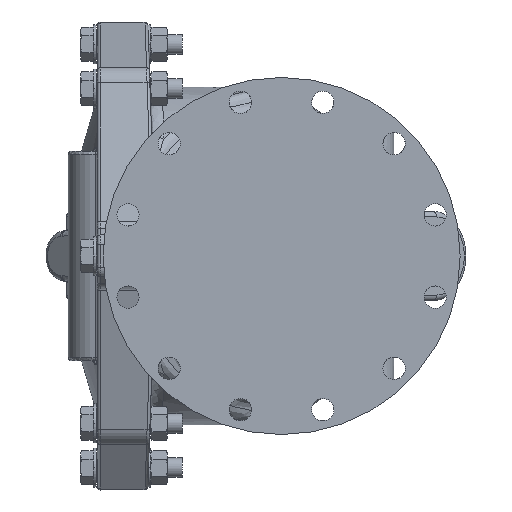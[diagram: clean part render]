
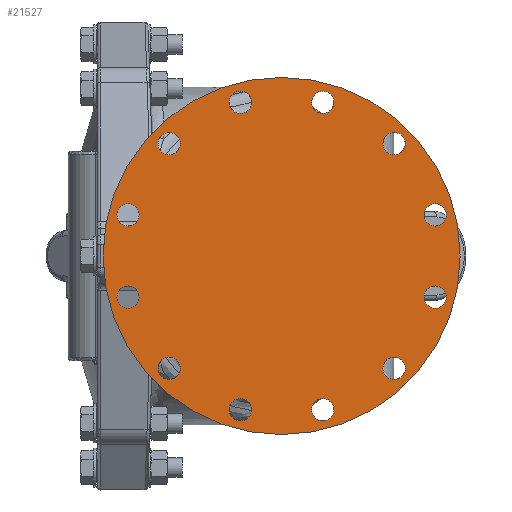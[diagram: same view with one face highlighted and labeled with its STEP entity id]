
A CAD part, left-side view. The second image highlights one B-rep face of the part: STEP entity #21527.
In plain terms, the highlighted planar face has unit normal (-1, 0, 0).
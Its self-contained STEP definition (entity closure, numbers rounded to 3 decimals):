
#1=CARTESIAN_POINT('',(-12.25,6.882,-1.844));
#2=DIRECTION('',(1.,0.,0.));
#3=DIRECTION('',(0.,0.,-1.));
#4=AXIS2_PLACEMENT_3D('',#1,#2,#3);
#6=CARTESIAN_POINT('',(-12.25,6.882,-1.844));
#7=DIRECTION('',(1.,0.,0.));
#8=DIRECTION('',(0.,0.,1.));
#9=AXIS2_PLACEMENT_3D('',#6,#7,#8);
#11=CARTESIAN_POINT('',(-12.25,5.038,-5.038));
#12=DIRECTION('',(1.,0.,0.));
#13=DIRECTION('',(0.,-0.5,-0.866));
#14=AXIS2_PLACEMENT_3D('',#11,#12,#13);
#16=CARTESIAN_POINT('',(-12.25,5.038,-5.038));
#17=DIRECTION('',(1.,0.,0.));
#18=DIRECTION('',(0.,0.5,0.866));
#19=AXIS2_PLACEMENT_3D('',#16,#17,#18);
#21=CARTESIAN_POINT('',(-12.25,1.844,-6.882));
#22=DIRECTION('',(1.,0.,0.));
#23=DIRECTION('',(0.,-0.866,-0.5));
#24=AXIS2_PLACEMENT_3D('',#21,#22,#23);
#26=CARTESIAN_POINT('',(-12.25,1.844,-6.882));
#27=DIRECTION('',(1.,0.,0.));
#28=DIRECTION('',(0.,0.866,0.5));
#29=AXIS2_PLACEMENT_3D('',#26,#27,#28);
#31=CARTESIAN_POINT('',(-12.25,-1.844,-6.882));
#32=DIRECTION('',(1.,0.,0.));
#33=DIRECTION('',(0.,-1.,0.));
#34=AXIS2_PLACEMENT_3D('',#31,#32,#33);
#36=CARTESIAN_POINT('',(-12.25,-1.844,-6.882));
#37=DIRECTION('',(1.,0.,0.));
#38=DIRECTION('',(0.,1.,0.));
#39=AXIS2_PLACEMENT_3D('',#36,#37,#38);
#41=CARTESIAN_POINT('',(-12.25,-5.038,-5.038));
#42=DIRECTION('',(1.,0.,0.));
#43=DIRECTION('',(0.,-0.866,0.5));
#44=AXIS2_PLACEMENT_3D('',#41,#42,#43);
#46=CARTESIAN_POINT('',(-12.25,-5.038,-5.038));
#47=DIRECTION('',(1.,0.,0.));
#48=DIRECTION('',(0.,0.866,-0.5));
#49=AXIS2_PLACEMENT_3D('',#46,#47,#48);
#51=CARTESIAN_POINT('',(-12.25,-6.882,-1.844));
#52=DIRECTION('',(1.,0.,0.));
#53=DIRECTION('',(0.,-0.5,0.866));
#54=AXIS2_PLACEMENT_3D('',#51,#52,#53);
#56=CARTESIAN_POINT('',(-12.25,-6.882,-1.844));
#57=DIRECTION('',(1.,0.,0.));
#58=DIRECTION('',(0.,0.5,-0.866));
#59=AXIS2_PLACEMENT_3D('',#56,#57,#58);
#61=CARTESIAN_POINT('',(-12.25,-6.882,1.844));
#62=DIRECTION('',(1.,0.,0.));
#63=DIRECTION('',(0.,0.,1.));
#64=AXIS2_PLACEMENT_3D('',#61,#62,#63);
#66=CARTESIAN_POINT('',(-12.25,-6.882,1.844));
#67=DIRECTION('',(1.,0.,0.));
#68=DIRECTION('',(0.,0.,-1.));
#69=AXIS2_PLACEMENT_3D('',#66,#67,#68);
#71=CARTESIAN_POINT('',(-12.25,-5.038,5.038));
#72=DIRECTION('',(1.,0.,0.));
#73=DIRECTION('',(0.,0.5,0.866));
#74=AXIS2_PLACEMENT_3D('',#71,#72,#73);
#76=CARTESIAN_POINT('',(-12.25,-5.038,5.038));
#77=DIRECTION('',(1.,0.,0.));
#78=DIRECTION('',(0.,-0.5,-0.866));
#79=AXIS2_PLACEMENT_3D('',#76,#77,#78);
#81=CARTESIAN_POINT('',(-12.25,-1.844,6.882));
#82=DIRECTION('',(1.,0.,0.));
#83=DIRECTION('',(0.,0.866,0.5));
#84=AXIS2_PLACEMENT_3D('',#81,#82,#83);
#86=CARTESIAN_POINT('',(-12.25,-1.844,6.882));
#87=DIRECTION('',(1.,0.,0.));
#88=DIRECTION('',(0.,-0.866,-0.5));
#89=AXIS2_PLACEMENT_3D('',#86,#87,#88);
#91=CARTESIAN_POINT('',(-12.25,1.844,6.882));
#92=DIRECTION('',(1.,0.,0.));
#93=DIRECTION('',(0.,1.,0.));
#94=AXIS2_PLACEMENT_3D('',#91,#92,#93);
#96=CARTESIAN_POINT('',(-12.25,1.844,6.882));
#97=DIRECTION('',(1.,0.,0.));
#98=DIRECTION('',(0.,-1.,0.));
#99=AXIS2_PLACEMENT_3D('',#96,#97,#98);
#101=CARTESIAN_POINT('',(-12.25,5.038,5.038));
#102=DIRECTION('',(1.,0.,0.));
#103=DIRECTION('',(0.,0.866,-0.5));
#104=AXIS2_PLACEMENT_3D('',#101,#102,#103);
#106=CARTESIAN_POINT('',(-12.25,5.038,5.038));
#107=DIRECTION('',(1.,0.,0.));
#108=DIRECTION('',(0.,-0.866,0.5));
#109=AXIS2_PLACEMENT_3D('',#106,#107,#108);
#111=CARTESIAN_POINT('',(-12.25,6.882,1.844));
#112=DIRECTION('',(1.,0.,0.));
#113=DIRECTION('',(0.,0.5,-0.866));
#114=AXIS2_PLACEMENT_3D('',#111,#112,#113);
#116=CARTESIAN_POINT('',(-12.25,6.882,1.844));
#117=DIRECTION('',(1.,0.,0.));
#118=DIRECTION('',(0.,-0.5,0.866));
#119=AXIS2_PLACEMENT_3D('',#116,#117,#118);
#121=CARTESIAN_POINT('',(-12.25,0.,0.));
#122=DIRECTION('',(1.,0.,0.));
#123=DIRECTION('',(0.,1.,0.));
#124=AXIS2_PLACEMENT_3D('',#121,#122,#123);
#131=CARTESIAN_POINT('',(-12.25,0.,0.));
#132=DIRECTION('',(1.,0.,0.));
#133=DIRECTION('',(0.,-1.,0.));
#134=AXIS2_PLACEMENT_3D('',#131,#132,#133);
#19406=CARTESIAN_POINT('',(-12.25,8.,0.));
#19407=CARTESIAN_POINT('',(-12.25,-8.,0.));
#19408=VERTEX_POINT('',#19406);
#19409=VERTEX_POINT('',#19407);
#21348=CARTESIAN_POINT('',(-12.25,6.882,-2.344));
#21350=VERTEX_POINT('',#21348);
#21352=CARTESIAN_POINT('',(-12.25,6.882,-1.344));
#21354=VERTEX_POINT('',#21352);
#21356=CARTESIAN_POINT('',(-12.25,4.788,-5.471));
#21358=VERTEX_POINT('',#21356);
#21360=CARTESIAN_POINT('',(-12.25,5.288,-4.605));
#21362=VERTEX_POINT('',#21360);
#21364=CARTESIAN_POINT('',(-12.25,1.411,-7.132));
#21366=VERTEX_POINT('',#21364);
#21368=CARTESIAN_POINT('',(-12.25,2.277,-6.632));
#21370=VERTEX_POINT('',#21368);
#21372=CARTESIAN_POINT('',(-12.25,-2.344,-6.882));
#21374=VERTEX_POINT('',#21372);
#21376=CARTESIAN_POINT('',(-12.25,-1.344,-6.882));
#21378=VERTEX_POINT('',#21376);
#21380=CARTESIAN_POINT('',(-12.25,-5.471,-4.788));
#21382=VERTEX_POINT('',#21380);
#21384=CARTESIAN_POINT('',(-12.25,-4.605,-5.288));
#21386=VERTEX_POINT('',#21384);
#21388=CARTESIAN_POINT('',(-12.25,-7.132,-1.411));
#21390=VERTEX_POINT('',#21388);
#21392=CARTESIAN_POINT('',(-12.25,-6.632,-2.277));
#21394=VERTEX_POINT('',#21392);
#21396=CARTESIAN_POINT('',(-12.25,-6.882,2.344));
#21398=VERTEX_POINT('',#21396);
#21400=CARTESIAN_POINT('',(-12.25,-6.882,1.344));
#21402=VERTEX_POINT('',#21400);
#21404=CARTESIAN_POINT('',(-12.25,-4.788,5.471));
#21406=VERTEX_POINT('',#21404);
#21408=CARTESIAN_POINT('',(-12.25,-5.288,4.605));
#21410=VERTEX_POINT('',#21408);
#21412=CARTESIAN_POINT('',(-12.25,-1.411,7.132));
#21414=VERTEX_POINT('',#21412);
#21416=CARTESIAN_POINT('',(-12.25,-2.277,6.632));
#21418=VERTEX_POINT('',#21416);
#21420=CARTESIAN_POINT('',(-12.25,2.344,6.882));
#21422=VERTEX_POINT('',#21420);
#21424=CARTESIAN_POINT('',(-12.25,1.344,6.882));
#21426=VERTEX_POINT('',#21424);
#21428=CARTESIAN_POINT('',(-12.25,5.471,4.788));
#21430=VERTEX_POINT('',#21428);
#21432=CARTESIAN_POINT('',(-12.25,4.605,5.288));
#21434=VERTEX_POINT('',#21432);
#21436=CARTESIAN_POINT('',(-12.25,7.132,1.411));
#21438=VERTEX_POINT('',#21436);
#21440=CARTESIAN_POINT('',(-12.25,6.632,2.277));
#21442=VERTEX_POINT('',#21440);
#21444=CARTESIAN_POINT('',(-12.25,-10.,-10.));
#21445=DIRECTION('',(1.,0.,0.));
#21446=DIRECTION('',(0.,1.,0.));
#21447=AXIS2_PLACEMENT_3D('',#21444,#21445,#21446);
#21448=PLANE('',#21447);
#21450=ORIENTED_EDGE('',*,*,#21449,.T.);
#21452=ORIENTED_EDGE('',*,*,#21451,.T.);
#21453=EDGE_LOOP('',(#21450,#21452));
#21454=FACE_OUTER_BOUND('',#21453,.F.);
#21456=ORIENTED_EDGE('',*,*,#21455,.F.);
#21458=ORIENTED_EDGE('',*,*,#21457,.F.);
#21459=EDGE_LOOP('',(#21456,#21458));
#21460=FACE_BOUND('',#21459,.F.);
#21462=ORIENTED_EDGE('',*,*,#21461,.F.);
#21464=ORIENTED_EDGE('',*,*,#21463,.F.);
#21465=EDGE_LOOP('',(#21462,#21464));
#21466=FACE_BOUND('',#21465,.F.);
#21468=ORIENTED_EDGE('',*,*,#21467,.F.);
#21470=ORIENTED_EDGE('',*,*,#21469,.F.);
#21471=EDGE_LOOP('',(#21468,#21470));
#21472=FACE_BOUND('',#21471,.F.);
#21474=ORIENTED_EDGE('',*,*,#21473,.F.);
#21476=ORIENTED_EDGE('',*,*,#21475,.F.);
#21477=EDGE_LOOP('',(#21474,#21476));
#21478=FACE_BOUND('',#21477,.F.);
#21480=ORIENTED_EDGE('',*,*,#21479,.F.);
#21482=ORIENTED_EDGE('',*,*,#21481,.F.);
#21483=EDGE_LOOP('',(#21480,#21482));
#21484=FACE_BOUND('',#21483,.F.);
#21486=ORIENTED_EDGE('',*,*,#21485,.F.);
#21488=ORIENTED_EDGE('',*,*,#21487,.F.);
#21489=EDGE_LOOP('',(#21486,#21488));
#21490=FACE_BOUND('',#21489,.F.);
#21492=ORIENTED_EDGE('',*,*,#21491,.F.);
#21494=ORIENTED_EDGE('',*,*,#21493,.F.);
#21495=EDGE_LOOP('',(#21492,#21494));
#21496=FACE_BOUND('',#21495,.F.);
#21498=ORIENTED_EDGE('',*,*,#21497,.F.);
#21500=ORIENTED_EDGE('',*,*,#21499,.F.);
#21501=EDGE_LOOP('',(#21498,#21500));
#21502=FACE_BOUND('',#21501,.F.);
#21504=ORIENTED_EDGE('',*,*,#21503,.F.);
#21506=ORIENTED_EDGE('',*,*,#21505,.F.);
#21507=EDGE_LOOP('',(#21504,#21506));
#21508=FACE_BOUND('',#21507,.F.);
#21510=ORIENTED_EDGE('',*,*,#21509,.F.);
#21512=ORIENTED_EDGE('',*,*,#21511,.F.);
#21513=EDGE_LOOP('',(#21510,#21512));
#21514=FACE_BOUND('',#21513,.F.);
#21516=ORIENTED_EDGE('',*,*,#21515,.F.);
#21518=ORIENTED_EDGE('',*,*,#21517,.F.);
#21519=EDGE_LOOP('',(#21516,#21518));
#21520=FACE_BOUND('',#21519,.F.);
#21522=ORIENTED_EDGE('',*,*,#21521,.F.);
#21524=ORIENTED_EDGE('',*,*,#21523,.F.);
#21525=EDGE_LOOP('',(#21522,#21524));
#21526=FACE_BOUND('',#21525,.F.);
#21527=ADVANCED_FACE('',(#21454,#21460,#21466,#21472,#21478,#21484,#21490,
#21496,#21502,#21508,#21514,#21520,#21526),#21448,.F.);
#5=CIRCLE('',#4,0.5);
#10=CIRCLE('',#9,0.5);
#15=CIRCLE('',#14,0.5);
#20=CIRCLE('',#19,0.5);
#25=CIRCLE('',#24,0.5);
#30=CIRCLE('',#29,0.5);
#35=CIRCLE('',#34,0.5);
#40=CIRCLE('',#39,0.5);
#45=CIRCLE('',#44,0.5);
#50=CIRCLE('',#49,0.5);
#55=CIRCLE('',#54,0.5);
#60=CIRCLE('',#59,0.5);
#65=CIRCLE('',#64,0.5);
#70=CIRCLE('',#69,0.5);
#75=CIRCLE('',#74,0.5);
#80=CIRCLE('',#79,0.5);
#85=CIRCLE('',#84,0.5);
#90=CIRCLE('',#89,0.5);
#95=CIRCLE('',#94,0.5);
#100=CIRCLE('',#99,0.5);
#105=CIRCLE('',#104,0.5);
#110=CIRCLE('',#109,0.5);
#115=CIRCLE('',#114,0.5);
#120=CIRCLE('',#119,0.5);
#125=CIRCLE('',#124,8.);
#135=CIRCLE('',#134,8.);
#21449=EDGE_CURVE('',#19408,#19409,#125,.T.);
#21451=EDGE_CURVE('',#19409,#19408,#135,.T.);
#21455=EDGE_CURVE('',#21350,#21354,#5,.T.);
#21457=EDGE_CURVE('',#21354,#21350,#10,.T.);
#21461=EDGE_CURVE('',#21358,#21362,#15,.T.);
#21463=EDGE_CURVE('',#21362,#21358,#20,.T.);
#21467=EDGE_CURVE('',#21366,#21370,#25,.T.);
#21469=EDGE_CURVE('',#21370,#21366,#30,.T.);
#21473=EDGE_CURVE('',#21374,#21378,#35,.T.);
#21475=EDGE_CURVE('',#21378,#21374,#40,.T.);
#21479=EDGE_CURVE('',#21382,#21386,#45,.T.);
#21481=EDGE_CURVE('',#21386,#21382,#50,.T.);
#21485=EDGE_CURVE('',#21390,#21394,#55,.T.);
#21487=EDGE_CURVE('',#21394,#21390,#60,.T.);
#21491=EDGE_CURVE('',#21398,#21402,#65,.T.);
#21493=EDGE_CURVE('',#21402,#21398,#70,.T.);
#21497=EDGE_CURVE('',#21406,#21410,#75,.T.);
#21499=EDGE_CURVE('',#21410,#21406,#80,.T.);
#21503=EDGE_CURVE('',#21414,#21418,#85,.T.);
#21505=EDGE_CURVE('',#21418,#21414,#90,.T.);
#21509=EDGE_CURVE('',#21422,#21426,#95,.T.);
#21511=EDGE_CURVE('',#21426,#21422,#100,.T.);
#21515=EDGE_CURVE('',#21430,#21434,#105,.T.);
#21517=EDGE_CURVE('',#21434,#21430,#110,.T.);
#21521=EDGE_CURVE('',#21438,#21442,#115,.T.);
#21523=EDGE_CURVE('',#21442,#21438,#120,.T.);
